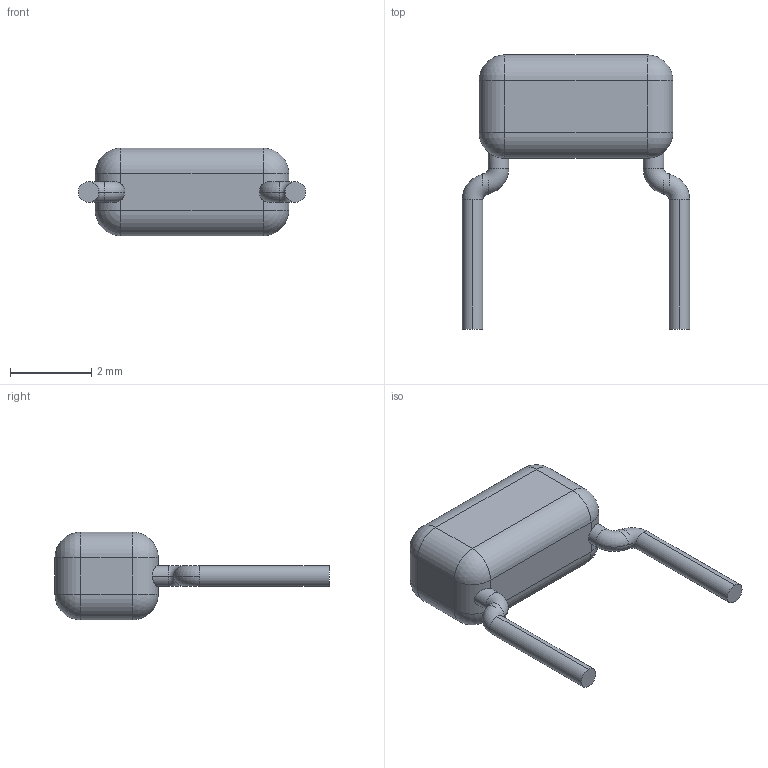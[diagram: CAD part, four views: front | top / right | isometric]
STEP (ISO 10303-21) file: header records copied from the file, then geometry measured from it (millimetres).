
FILE_DESCRIPTION (( 'STEP AP214' ), '1' );
FILE_NAME ('89C917B1-AEBF-4996-A430-0B294E8F9A95.STEP', '2024-03-08T14:22:27', ( '' ), ( '' ), 'SwSTEP 2.0', 'SolidWorks 2022', '' );
FILE_SCHEMA (( 'AUTOMOTIVE_DESIGN' ));
Length unit declared in the file: inch
Products named in the file (1): 89C917B1-AEBF-4996-A430-0B294E8F9A95
Bounding box: 5.59 x 6.74 x 2.16 mm (x, y, z)
Volume: 25 mm3; surface area: 60.3 mm2
Topology: 1 solids, 1 shells, 48 faces, 110 edges, 56 vertices
Faces by surface type: cylinder 24, torus 8, plane 8, sphere 8
Entity records: 1684 total; most frequent: DIRECTION 256, CARTESIAN_POINT 243, ORIENTED_EDGE 204, AXIS2_PLACEMENT_3D 109, EDGE_CURVE 102, CIRCLE 60, VERTEX_POINT 56, ADVANCED_FACE 48
